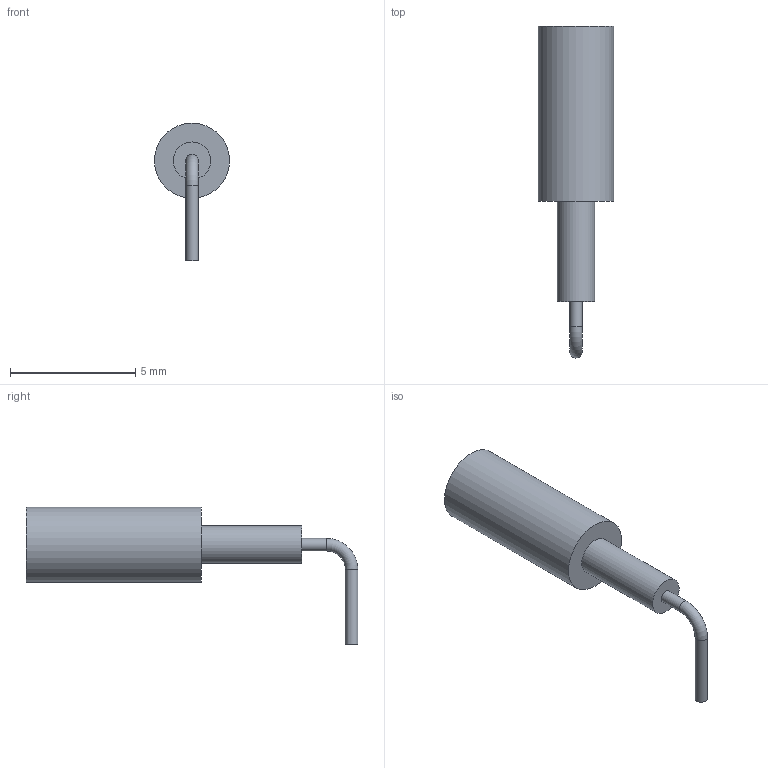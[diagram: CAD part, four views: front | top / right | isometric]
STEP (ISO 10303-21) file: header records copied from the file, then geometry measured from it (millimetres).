
FILE_DESCRIPTION(('FreeCAD Model'),'2;1');
FILE_NAME('Open CASCADE Shape Model','2025-05-17T20:18:22',(''),(''), 'Open CASCADE STEP processor 7.8','FreeCAD','Unknown');
FILE_SCHEMA(('AUTOMOTIVE_DESIGN { 1 0 10303 214 1 1 1 1 }'));
Length unit declared in the file: millimetre
Products named in the file (1): Compound
Bounding box: 3 x 13.25 x 5.5 mm (x, y, z)
Volume: 57.6 mm3; surface area: 107.7 mm2
Topology: 1 solids, 1 shells, 9 faces, 13 edges, 8 vertices
Faces by surface type: cylinder 4, plane 4, torus 1
Full cylindrical faces by diameter (mm): 0.5 x2, 1.5 x1, 3 x1
Entity records: 258 total; most frequent: DIRECTION 41, CARTESIAN_POINT 32, ORIENTED_EDGE 26, AXIS2_PLACEMENT_3D 19, EDGE_CURVE 13, FACE_BOUND 11, EDGE_LOOP 11, ADVANCED_FACE 9
